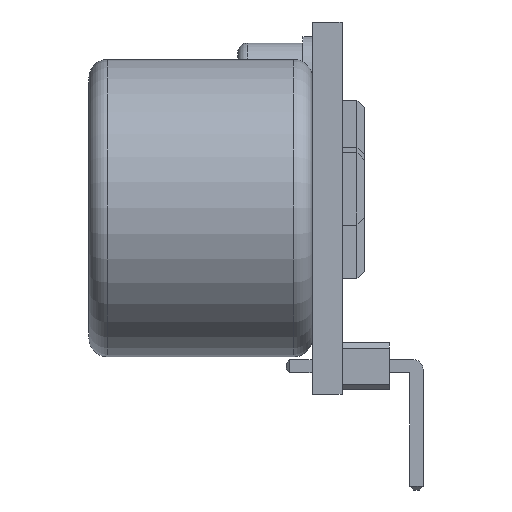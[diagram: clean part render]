
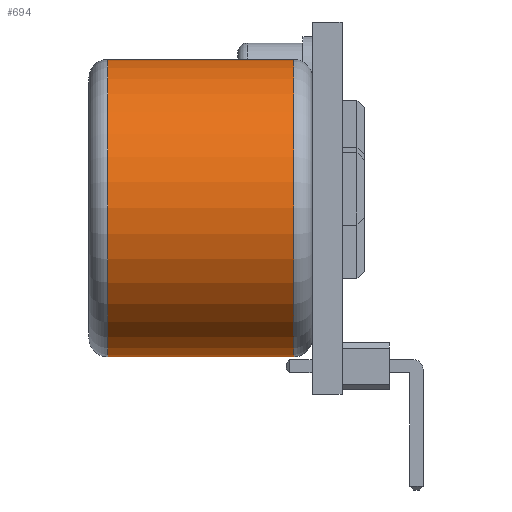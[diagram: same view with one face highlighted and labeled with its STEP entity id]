
A CAD part, front view. The second image highlights one B-rep face of the part: STEP entity #694.
In plain terms, the highlighted cylindrical face has radius 8 mm (diameter 16 mm), a full revolution.
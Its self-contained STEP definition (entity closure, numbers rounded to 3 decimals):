
#673 = VERTEX_POINT('',#674);
#674 = CARTESIAN_POINT('',(-16.6,-24.81,17.5));
#681 = EDGE_CURVE('',#673,#673,#682,.T.);
#682 = CIRCLE('',#683,8.);
#683 = AXIS2_PLACEMENT_3D('',#684,#685,#686);
#684 = CARTESIAN_POINT('',(-16.6,-16.81,17.5));
#685 = DIRECTION('',(-1.,0.,0.));
#686 = DIRECTION('',(0.,-1.,0.));
#694 = ADVANCED_FACE('',(#695),#714,.T.);
#695 = FACE_BOUND('',#696,.F.);
#696 = EDGE_LOOP('',(#697,#705,#706,#707));
#697 = ORIENTED_EDGE('',*,*,#698,.T.);
#698 = EDGE_CURVE('',#699,#673,#701,.T.);
#699 = VERTEX_POINT('',#700);
#700 = CARTESIAN_POINT('',(-6.6,-24.81,17.5));
#701 = LINE('',#702,#703);
#702 = CARTESIAN_POINT('',(-5.6,-24.81,17.5));
#703 = VECTOR('',#704,1.);
#704 = DIRECTION('',(-1.,0.,0.));
#705 = ORIENTED_EDGE('',*,*,#681,.T.);
#706 = ORIENTED_EDGE('',*,*,#698,.F.);
#707 = ORIENTED_EDGE('',*,*,#708,.F.);
#708 = EDGE_CURVE('',#699,#699,#709,.T.);
#709 = CIRCLE('',#710,8.);
#710 = AXIS2_PLACEMENT_3D('',#711,#712,#713);
#711 = CARTESIAN_POINT('',(-6.6,-16.81,17.5));
#712 = DIRECTION('',(-1.,0.,0.));
#713 = DIRECTION('',(0.,-1.,0.));
#714 = CYLINDRICAL_SURFACE('',#715,8.);
#715 = AXIS2_PLACEMENT_3D('',#716,#717,#718);
#716 = CARTESIAN_POINT('',(-5.6,-16.81,17.5));
#717 = DIRECTION('',(1.,0.,0.));
#718 = DIRECTION('',(0.,-1.,0.));
